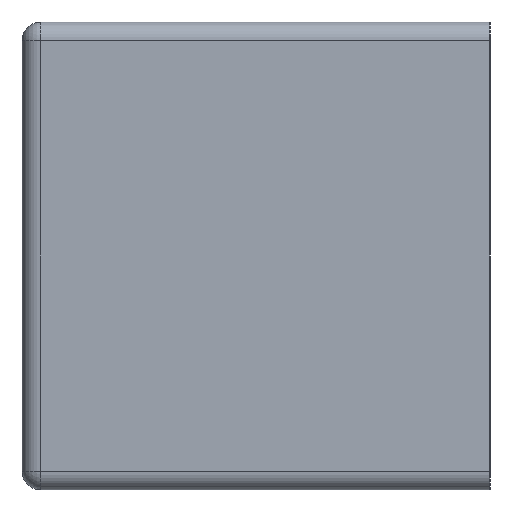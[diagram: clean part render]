
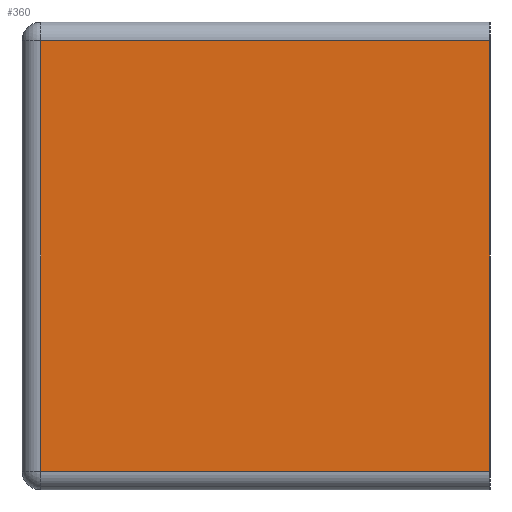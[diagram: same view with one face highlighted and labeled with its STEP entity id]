
A CAD part, left-side view. The second image highlights one B-rep face of the part: STEP entity #360.
In plain terms, the highlighted planar face has unit normal (-1, 0, 0).
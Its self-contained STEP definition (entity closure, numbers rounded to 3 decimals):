
#11 = DIRECTION ( 'NONE',  ( -1., 0., 0. ) ) ;
#24 = LINE ( 'NONE', #295, #448 ) ;
#43 = VERTEX_POINT ( 'NONE', #397 ) ;
#75 = VECTOR ( 'NONE', #440, 1000. ) ;
#102 = LINE ( 'NONE', #383, #75 ) ;
#110 = VECTOR ( 'NONE', #640, 1000. ) ;
#121 = EDGE_CURVE ( 'NONE', #456, #43, #319, .T. ) ;
#146 = FACE_OUTER_BOUND ( 'NONE', #559, .T. ) ;
#154 = CARTESIAN_POINT ( 'NONE',  ( -0.5, 0., -0.5 ) ) ;
#155 = AXIS2_PLACEMENT_3D ( 'NONE', #154, #11, #411 ) ;
#161 = CARTESIAN_POINT ( 'NONE',  ( -0.5, 0.48, -0.48 ) ) ;
#183 = ORIENTED_EDGE ( 'NONE', *, *, #225, .T. ) ;
#218 = CARTESIAN_POINT ( 'NONE',  ( -0.5, 0., -0.48 ) ) ;
#225 = EDGE_CURVE ( 'NONE', #373, #456, #24, .T. ) ;
#234 = ORIENTED_EDGE ( 'NONE', *, *, #330, .T. ) ;
#274 = CARTESIAN_POINT ( 'NONE',  ( -0.5, 0.48, -0.02 ) ) ;
#295 = CARTESIAN_POINT ( 'NONE',  ( -0.5, 0.48, -0.5 ) ) ;
#318 = PLANE ( 'NONE',  #155 ) ;
#319 = LINE ( 'NONE', #218, #110 ) ;
#324 = DIRECTION ( 'NONE',  ( 0., 0., 1. ) ) ;
#330 = EDGE_CURVE ( 'NONE', #43, #600, #526, .T. ) ;
#337 = ORIENTED_EDGE ( 'NONE', *, *, #121, .T. ) ;
#360 = ADVANCED_FACE ( 'NONE', ( #146 ), #318, .T. ) ;
#373 = VERTEX_POINT ( 'NONE', #274 ) ;
#380 = DIRECTION ( 'NONE',  ( 0., 0., -1. ) ) ;
#383 = CARTESIAN_POINT ( 'NONE',  ( -0.5, 0.5, -0.02 ) ) ;
#384 = VECTOR ( 'NONE', #324, 1000. ) ;
#397 = CARTESIAN_POINT ( 'NONE',  ( -0.5, 0., -0.48 ) ) ;
#411 = DIRECTION ( 'NONE',  ( 0., 0., 1. ) ) ;
#422 = CARTESIAN_POINT ( 'NONE',  ( -0.5, 0., -0.5 ) ) ;
#440 = DIRECTION ( 'NONE',  ( 0., 1., 0. ) ) ;
#448 = VECTOR ( 'NONE', #380, 1000. ) ;
#456 = VERTEX_POINT ( 'NONE', #161 ) ;
#489 = CARTESIAN_POINT ( 'NONE',  ( -0.5, 0., -0.02 ) ) ;
#513 = ORIENTED_EDGE ( 'NONE', *, *, #540, .T. ) ;
#526 = LINE ( 'NONE', #422, #384 ) ;
#540 = EDGE_CURVE ( 'NONE', #600, #373, #102, .T. ) ;
#559 = EDGE_LOOP ( 'NONE', ( #183, #337, #234, #513 ) ) ;
#600 = VERTEX_POINT ( 'NONE', #489 ) ;
#640 = DIRECTION ( 'NONE',  ( 0., -1., 0. ) ) ;
